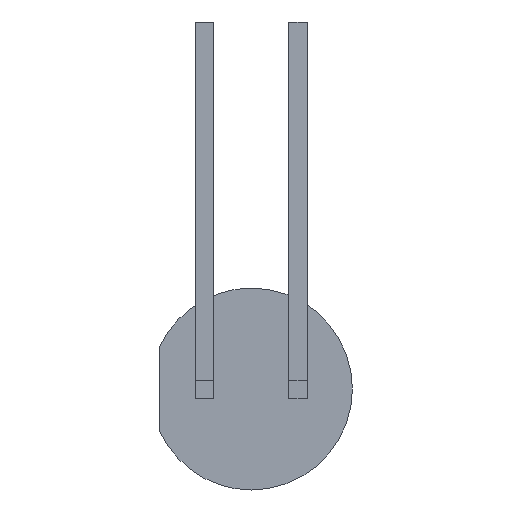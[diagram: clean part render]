
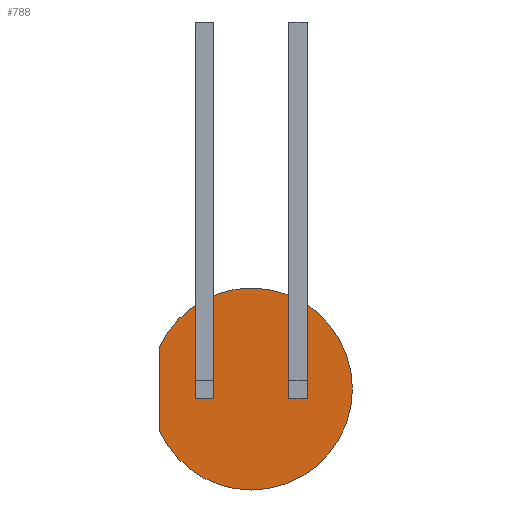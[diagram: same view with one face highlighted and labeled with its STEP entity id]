
A CAD part, front view. The second image highlights one B-rep face of the part: STEP entity #788.
In plain terms, the highlighted planar face has unit normal (0, -1, 0).
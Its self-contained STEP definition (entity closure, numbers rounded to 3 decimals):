
#4 = CARTESIAN_POINT ( 'NONE',  ( -2.499, 3.54, -1.141 ) ) ;
#105 = ORIENTED_EDGE ( 'NONE', *, *, #410, .F. ) ;
#143 = AXIS2_PLACEMENT_3D ( 'NONE', #530, #691, #855 ) ;
#146 = DIRECTION ( 'NONE',  ( 0., 0., 1. ) ) ;
#165 = DIRECTION ( 'NONE',  ( 0., 0., -1. ) ) ;
#171 = DIRECTION ( 'NONE',  ( 0., -1., 0. ) ) ;
#210 = ORIENTED_EDGE ( 'NONE', *, *, #481, .F. ) ;
#230 = AXIS2_PLACEMENT_3D ( 'NONE', #824, #561, #411 ) ;
#232 = CARTESIAN_POINT ( 'NONE',  ( -2.499, 3.54, -2.012 ) ) ;
#233 = CIRCLE ( 'NONE', #143, 2.75 ) ;
#284 = VERTEX_POINT ( 'NONE', #920 ) ;
#312 = AXIS2_PLACEMENT_3D ( 'NONE', #452, #1026, #582 ) ;
#360 = ORIENTED_EDGE ( 'NONE', *, *, #818, .F. ) ;
#385 = VERTEX_POINT ( 'NONE', #639 ) ;
#410 = EDGE_CURVE ( 'NONE', #284, #775, #1065, .T. ) ;
#411 = DIRECTION ( 'NONE',  ( 0., 0., -1. ) ) ;
#426 = EDGE_LOOP ( 'NONE', ( #360, #693, #210, #105 ) ) ;
#452 = CARTESIAN_POINT ( 'NONE',  ( 0.001, 3.54, 0.005 ) ) ;
#481 = EDGE_CURVE ( 'NONE', #775, #757, #770, .T. ) ;
#491 = CARTESIAN_POINT ( 'NONE',  ( 0.001, 3.54, -2.745 ) ) ;
#530 = CARTESIAN_POINT ( 'NONE',  ( 0.001, 3.54, 0.005 ) ) ;
#561 = DIRECTION ( 'NONE',  ( 0., 1., 0. ) ) ;
#567 = PLANE ( 'NONE',  #644 ) ;
#578 = VECTOR ( 'NONE', #146, 1000. ) ;
#582 = DIRECTION ( 'NONE',  ( 0., 0., -1. ) ) ;
#621 = LINE ( 'NONE', #232, #578 ) ;
#639 = CARTESIAN_POINT ( 'NONE',  ( -2.499, 3.54, 1.151 ) ) ;
#644 = AXIS2_PLACEMENT_3D ( 'NONE', #1067, #171, #165 ) ;
#691 = DIRECTION ( 'NONE',  ( 0., 1., 0. ) ) ;
#693 = ORIENTED_EDGE ( 'NONE', *, *, #1058, .F. ) ;
#757 = VERTEX_POINT ( 'NONE', #4 ) ;
#770 = CIRCLE ( 'NONE', #312, 2.75 ) ;
#775 = VERTEX_POINT ( 'NONE', #491 ) ;
#788 = ADVANCED_FACE ( 'NONE', ( #902 ), #567, .T. ) ;
#818 = EDGE_CURVE ( 'NONE', #385, #284, #233, .T. ) ;
#824 = CARTESIAN_POINT ( 'NONE',  ( 0.001, 3.54, 0.005 ) ) ;
#855 = DIRECTION ( 'NONE',  ( 0., 0., -1. ) ) ;
#902 = FACE_OUTER_BOUND ( 'NONE', #426, .T. ) ;
#920 = CARTESIAN_POINT ( 'NONE',  ( 0.001, 3.54, 2.755 ) ) ;
#1026 = DIRECTION ( 'NONE',  ( 0., 1., 0. ) ) ;
#1058 = EDGE_CURVE ( 'NONE', #757, #385, #621, .T. ) ;
#1065 = CIRCLE ( 'NONE', #230, 2.75 ) ;
#1067 = CARTESIAN_POINT ( 'NONE',  ( -2.499, 3.54, 1.151 ) ) ;
